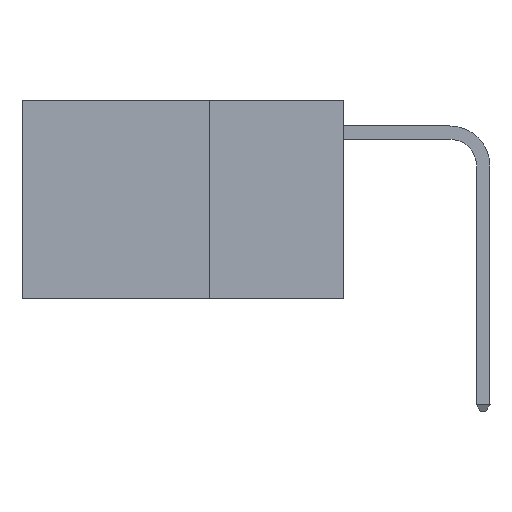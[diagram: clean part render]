
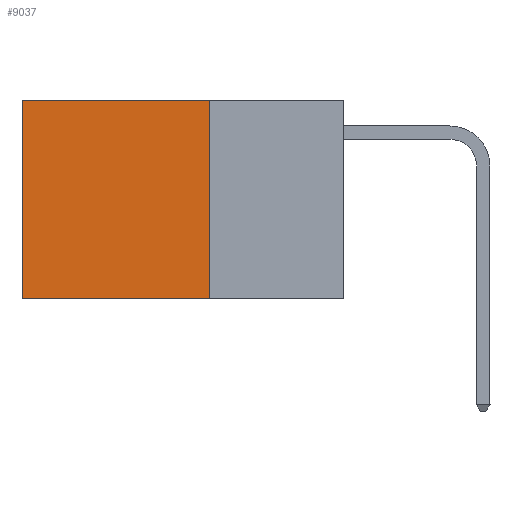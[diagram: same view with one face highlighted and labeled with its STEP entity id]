
A CAD part, left-side view. The second image highlights one B-rep face of the part: STEP entity #9037.
In plain terms, the highlighted planar face has unit normal (-1, 0, 0).
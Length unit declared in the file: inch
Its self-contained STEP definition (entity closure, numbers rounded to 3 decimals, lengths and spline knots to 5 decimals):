
#212 = ORIENTED_EDGE ( 'NONE', *, *, #1259, .T. ) ;
#347 = EDGE_CURVE ( 'NONE', #7673, #9342, #9418, .T. ) ;
#400 = DIRECTION ( 'NONE',  ( 0., 1., 0. ) ) ;
#819 = CARTESIAN_POINT ( 'NONE',  ( 0.2625, 0.25, 0. ) ) ;
#1259 = EDGE_CURVE ( 'NONE', #5514, #6073, #6232, .T. ) ;
#1448 = ORIENTED_EDGE ( 'NONE', *, *, #347, .F. ) ;
#1654 = EDGE_CURVE ( 'NONE', #5514, #7673, #2380, .T. ) ;
#1897 = CARTESIAN_POINT ( 'NONE',  ( 0.2625, 0.25, -0.37 ) ) ;
#2085 = VECTOR ( 'NONE', #400, 39.37008 ) ;
#2278 = AXIS2_PLACEMENT_3D ( 'NONE', #7903, #3461, #7957 ) ;
#2380 = LINE ( 'NONE', #3787, #3208 ) ;
#2592 = VECTOR ( 'NONE', #8146, 39.37008 ) ;
#2696 = ORIENTED_EDGE ( 'NONE', *, *, #6680, .T. ) ;
#3208 = VECTOR ( 'NONE', #5351, 39.37008 ) ;
#3271 = CARTESIAN_POINT ( 'NONE',  ( 0.2625, 0.6, -0.37 ) ) ;
#3461 = DIRECTION ( 'NONE',  ( 1., 0., 0. ) ) ;
#3787 = CARTESIAN_POINT ( 'NONE',  ( 0.2625, 0.25, 0. ) ) ;
#3904 = CARTESIAN_POINT ( 'NONE',  ( 0.2625, 0.25, -0.37 ) ) ;
#4084 = PLANE ( 'NONE',  #2278 ) ;
#4580 = VECTOR ( 'NONE', #7030, 39.37008 ) ;
#4727 = EDGE_LOOP ( 'NONE', ( #2696, #1448, #8343, #212 ) ) ;
#5351 = DIRECTION ( 'NONE',  ( 0., 0., -1. ) ) ;
#5514 = VERTEX_POINT ( 'NONE', #819 ) ;
#5670 = LINE ( 'NONE', #8857, #2592 ) ;
#6073 = VERTEX_POINT ( 'NONE', #6974 ) ;
#6232 = LINE ( 'NONE', #7136, #4580 ) ;
#6680 = EDGE_CURVE ( 'NONE', #6073, #9342, #5670, .T. ) ;
#6974 = CARTESIAN_POINT ( 'NONE',  ( 0.2625, 0.6, 0. ) ) ;
#7030 = DIRECTION ( 'NONE',  ( 0., 1., 0. ) ) ;
#7136 = CARTESIAN_POINT ( 'NONE',  ( 0.2625, 0.25, 0. ) ) ;
#7673 = VERTEX_POINT ( 'NONE', #3904 ) ;
#7903 = CARTESIAN_POINT ( 'NONE',  ( 0.2625, 0.25, 0. ) ) ;
#7957 = DIRECTION ( 'NONE',  ( 0., 0., -1. ) ) ;
#8146 = DIRECTION ( 'NONE',  ( 0., 0., -1. ) ) ;
#8343 = ORIENTED_EDGE ( 'NONE', *, *, #1654, .F. ) ;
#8857 = CARTESIAN_POINT ( 'NONE',  ( 0.2625, 0.6, 0. ) ) ;
#9037 = ADVANCED_FACE ( 'NONE', ( #9482 ), #4084, .F. ) ;
#9342 = VERTEX_POINT ( 'NONE', #3271 ) ;
#9418 = LINE ( 'NONE', #1897, #2085 ) ;
#9482 = FACE_OUTER_BOUND ( 'NONE', #4727, .T. ) ;
